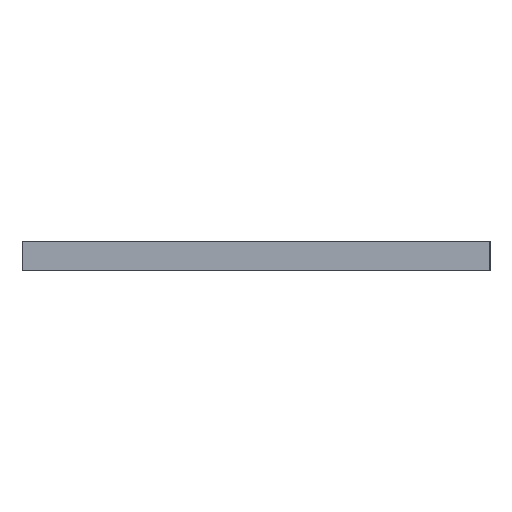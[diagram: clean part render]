
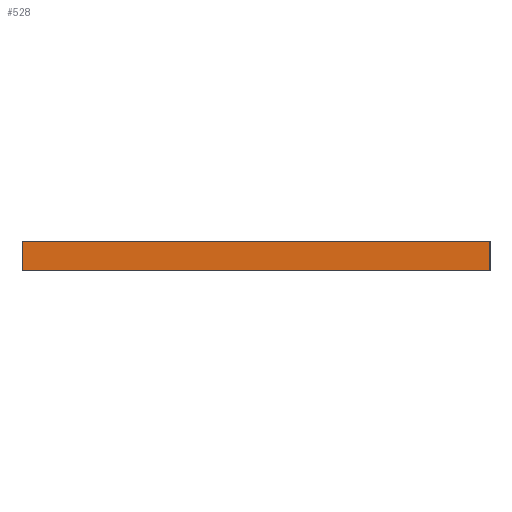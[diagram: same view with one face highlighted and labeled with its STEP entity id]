
A CAD part, left-side view. The second image highlights one B-rep face of the part: STEP entity #528.
In plain terms, the highlighted planar face has unit normal (-1, 0, 0).
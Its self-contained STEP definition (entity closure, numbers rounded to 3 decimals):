
#125 = VERTEX_POINT ( 'NONE', #1945 ) ;
#135 = DIRECTION ( 'NONE',  ( 0., -1., 0. ) ) ;
#143 = CARTESIAN_POINT ( 'NONE',  ( 0., -80.5, 0. ) ) ;
#199 = AXIS2_PLACEMENT_3D ( 'NONE', #1762, #1743, #701 ) ;
#375 = VERTEX_POINT ( 'NONE', #653 ) ;
#441 = ORIENTED_EDGE ( 'NONE', *, *, #2072, .T. ) ;
#450 = DIRECTION ( 'NONE',  ( 0., 0., -1. ) ) ;
#494 = LINE ( 'NONE', #143, #1817 ) ;
#498 = VECTOR ( 'NONE', #1728, 1000. ) ;
#528 = ADVANCED_FACE ( 'NONE', ( #1626 ), #553, .F. ) ;
#536 = ORIENTED_EDGE ( 'NONE', *, *, #1251, .T. ) ;
#553 = PLANE ( 'NONE',  #199 ) ;
#653 = CARTESIAN_POINT ( 'NONE',  ( 0., -80.5, 10. ) ) ;
#692 = CARTESIAN_POINT ( 'NONE',  ( 0., -80.5, 10. ) ) ;
#701 = DIRECTION ( 'NONE',  ( 0., 0., -1. ) ) ;
#800 = VECTOR ( 'NONE', #450, 1000. ) ;
#810 = LINE ( 'NONE', #692, #498 ) ;
#895 = EDGE_LOOP ( 'NONE', ( #536, #1288, #1259, #441 ) ) ;
#920 = LINE ( 'NONE', #1475, #800 ) ;
#1118 = EDGE_CURVE ( 'NONE', #1417, #375, #810, .T. ) ;
#1183 = VERTEX_POINT ( 'NONE', #1461 ) ;
#1251 = EDGE_CURVE ( 'NONE', #1183, #125, #494, .T. ) ;
#1259 = ORIENTED_EDGE ( 'NONE', *, *, #1118, .F. ) ;
#1288 = ORIENTED_EDGE ( 'NONE', *, *, #1558, .F. ) ;
#1417 = VERTEX_POINT ( 'NONE', #2076 ) ;
#1454 = DIRECTION ( 'NONE',  ( 0., 0., -1. ) ) ;
#1461 = CARTESIAN_POINT ( 'NONE',  ( 0., 80.5, 0. ) ) ;
#1475 = CARTESIAN_POINT ( 'NONE',  ( 0., 80.5, 10. ) ) ;
#1516 = VECTOR ( 'NONE', #1454, 1000. ) ;
#1558 = EDGE_CURVE ( 'NONE', #375, #125, #1967, .T. ) ;
#1626 = FACE_OUTER_BOUND ( 'NONE', #895, .T. ) ;
#1728 = DIRECTION ( 'NONE',  ( 0., -1., 0. ) ) ;
#1743 = DIRECTION ( 'NONE',  ( 1., 0., 0. ) ) ;
#1762 = CARTESIAN_POINT ( 'NONE',  ( 0., -80.5, 10. ) ) ;
#1781 = CARTESIAN_POINT ( 'NONE',  ( 0., -80.5, 10. ) ) ;
#1817 = VECTOR ( 'NONE', #135, 1000. ) ;
#1945 = CARTESIAN_POINT ( 'NONE',  ( 0., -80.5, 0. ) ) ;
#1967 = LINE ( 'NONE', #1781, #1516 ) ;
#2072 = EDGE_CURVE ( 'NONE', #1417, #1183, #920, .T. ) ;
#2076 = CARTESIAN_POINT ( 'NONE',  ( 0., 80.5, 10. ) ) ;
